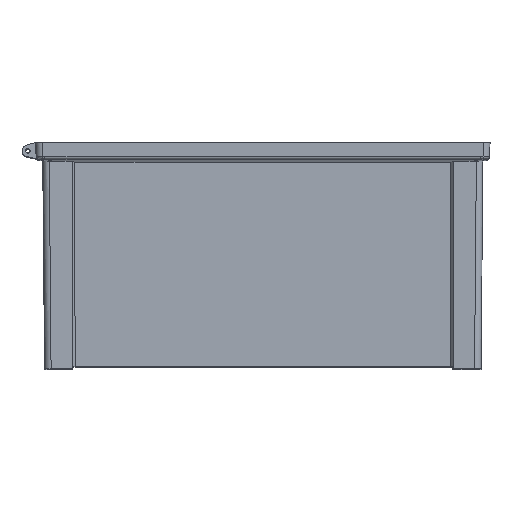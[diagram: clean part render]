
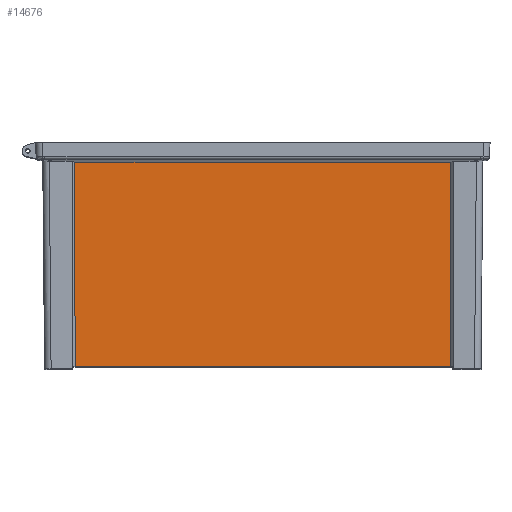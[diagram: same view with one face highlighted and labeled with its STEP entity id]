
A CAD part, top view. The second image highlights one B-rep face of the part: STEP entity #14676.
In plain terms, the highlighted planar face has unit normal (0, -0.009, 1).
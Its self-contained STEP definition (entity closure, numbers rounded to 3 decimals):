
#334 = VERTEX_POINT ( 'NONE', #16108 ) ;
#562 = VERTEX_POINT ( 'NONE', #5237 ) ;
#607 = ORIENTED_EDGE ( 'NONE', *, *, #3374, .T. ) ;
#631 = ORIENTED_EDGE ( 'NONE', *, *, #9612, .F. ) ;
#677 = CARTESIAN_POINT ( 'NONE',  ( 158.671, -189.4, 206.847 ) ) ;
#797 = LINE ( 'NONE', #8050, #1021 ) ;
#1021 = VECTOR ( 'NONE', #5485, 1000. ) ;
#1279 = VERTEX_POINT ( 'NONE', #1965 ) ;
#1856 = CARTESIAN_POINT ( 'NONE',  ( -183.5, -189.4, 206.847 ) ) ;
#1965 = CARTESIAN_POINT ( 'NONE',  ( -158.829, -16.679, 208.354 ) ) ;
#2039 = EDGE_CURVE ( 'NONE', #14622, #562, #6546, .T. ) ;
#2083 = VECTOR ( 'NONE', #9684, 1000. ) ;
#2210 = DIRECTION ( 'NONE',  ( 0., -1., -0.009 ) ) ;
#3374 = EDGE_CURVE ( 'NONE', #1279, #562, #10932, .T. ) ;
#4547 = VECTOR ( 'NONE', #9569, 1000. ) ;
#4693 = DIRECTION ( 'NONE',  ( 0., -0.009, 1. ) ) ;
#5237 = CARTESIAN_POINT ( 'NONE',  ( -158.671, -189.4, 206.847 ) ) ;
#5485 = DIRECTION ( 'NONE',  ( -1., 0., 0. ) ) ;
#6546 = LINE ( 'NONE', #1856, #7743 ) ;
#7020 = FACE_OUTER_BOUND ( 'NONE', #14433, .T. ) ;
#7345 = PLANE ( 'NONE',  #12046 ) ;
#7743 = VECTOR ( 'NONE', #9518, 1000. ) ;
#7969 = LINE ( 'NONE', #12198, #4547 ) ;
#8050 = CARTESIAN_POINT ( 'NONE',  ( -183.5, -16.679, 208.354 ) ) ;
#9518 = DIRECTION ( 'NONE',  ( -1., 0., 0. ) ) ;
#9569 = DIRECTION ( 'NONE',  ( -0.001, -1., -0.009 ) ) ;
#9612 = EDGE_CURVE ( 'NONE', #334, #14622, #7969, .T. ) ;
#9684 = DIRECTION ( 'NONE',  ( 0.001, -1., -0.009 ) ) ;
#10030 = CARTESIAN_POINT ( 'NONE',  ( -183.5, 0., 208.5 ) ) ;
#10932 = LINE ( 'NONE', #15975, #2083 ) ;
#12046 = AXIS2_PLACEMENT_3D ( 'NONE', #10030, #4693, #2210 ) ;
#12198 = CARTESIAN_POINT ( 'NONE',  ( 617.46, 500000., 4571.934 ) ) ;
#12386 = EDGE_CURVE ( 'NONE', #334, #1279, #797, .T. ) ;
#14433 = EDGE_LOOP ( 'NONE', ( #631, #16485, #607, #15785 ) ) ;
#14622 = VERTEX_POINT ( 'NONE', #677 ) ;
#14676 = ADVANCED_FACE ( 'NONE', ( #7020 ), #7345, .T. ) ;
#15785 = ORIENTED_EDGE ( 'NONE', *, *, #2039, .F. ) ;
#15975 = CARTESIAN_POINT ( 'NONE',  ( -617.46, 500000., 4571.934 ) ) ;
#16108 = CARTESIAN_POINT ( 'NONE',  ( 158.829, -16.679, 208.354 ) ) ;
#16485 = ORIENTED_EDGE ( 'NONE', *, *, #12386, .T. ) ;
